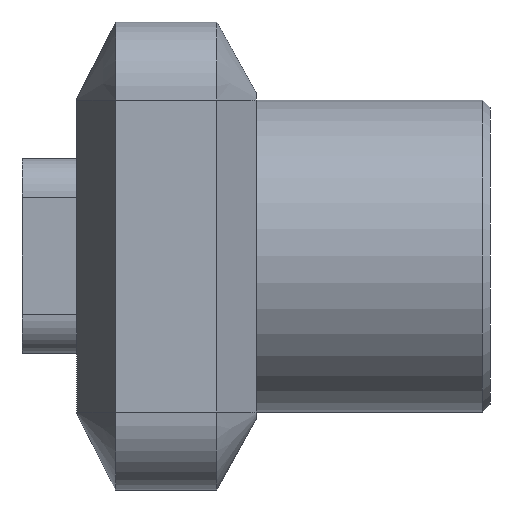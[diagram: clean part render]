
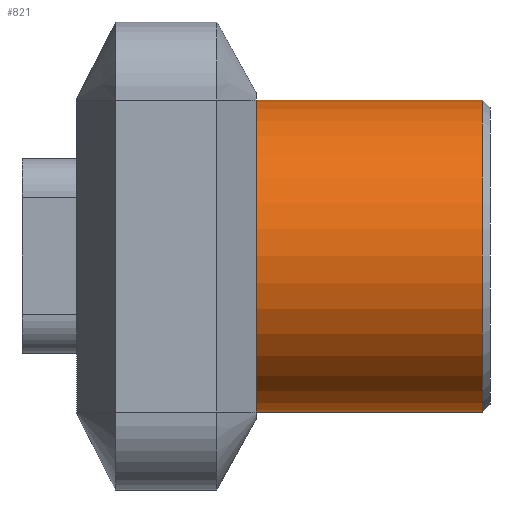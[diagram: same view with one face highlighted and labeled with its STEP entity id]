
A CAD part, left-side view. The second image highlights one B-rep face of the part: STEP entity #821.
In plain terms, the highlighted cylindrical face has radius 2 mm (diameter 4 mm), a partial arc.
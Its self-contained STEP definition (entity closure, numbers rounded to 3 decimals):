
#2 = CYLINDRICAL_SURFACE ( 'NONE', #662, 2. ) ;
#10 = VERTEX_POINT ( 'NONE', #735 ) ;
#52 = CARTESIAN_POINT ( 'NONE',  ( 3.4, 0., -3. ) ) ;
#64 = AXIS2_PLACEMENT_3D ( 'NONE', #52, #665, #309 ) ;
#69 = LINE ( 'NONE', #771, #144 ) ;
#101 = EDGE_CURVE ( 'NONE', #678, #873, #228, .T. ) ;
#144 = VECTOR ( 'NONE', #933, 1000. ) ;
#176 = CARTESIAN_POINT ( 'NONE',  ( 3.4, 0., -5. ) ) ;
#210 = AXIS2_PLACEMENT_3D ( 'NONE', #882, #795, #891 ) ;
#228 = CIRCLE ( 'NONE', #64, 2. ) ;
#238 = LINE ( 'NONE', #680, #637 ) ;
#309 = DIRECTION ( 'NONE',  ( 0., 0., -1. ) ) ;
#332 = CARTESIAN_POINT ( 'NONE',  ( 3.4, 0., -1. ) ) ;
#351 = DIRECTION ( 'NONE',  ( 0., 1., 0. ) ) ;
#384 = ORIENTED_EDGE ( 'NONE', *, *, #400, .T. ) ;
#400 = EDGE_CURVE ( 'NONE', #10, #607, #740, .T. ) ;
#425 = ORIENTED_EDGE ( 'NONE', *, *, #1117, .F. ) ;
#505 = DIRECTION ( 'NONE',  ( 0., 1., 0. ) ) ;
#534 = ORIENTED_EDGE ( 'NONE', *, *, #101, .T. ) ;
#607 = VERTEX_POINT ( 'NONE', #658 ) ;
#637 = VECTOR ( 'NONE', #505, 1000. ) ;
#658 = CARTESIAN_POINT ( 'NONE',  ( 3.4, -2.9, -1. ) ) ;
#662 = AXIS2_PLACEMENT_3D ( 'NONE', #685, #351, #703 ) ;
#665 = DIRECTION ( 'NONE',  ( 0., -1., 0. ) ) ;
#678 = VERTEX_POINT ( 'NONE', #332 ) ;
#680 = CARTESIAN_POINT ( 'NONE',  ( 3.4, -3., -1. ) ) ;
#685 = CARTESIAN_POINT ( 'NONE',  ( 3.4, -3., -3. ) ) ;
#686 = EDGE_CURVE ( 'NONE', #607, #678, #238, .T. ) ;
#703 = DIRECTION ( 'NONE',  ( 0., 0., 1. ) ) ;
#735 = CARTESIAN_POINT ( 'NONE',  ( 3.4, -2.9, -5. ) ) ;
#740 = CIRCLE ( 'NONE', #210, 2. ) ;
#769 = EDGE_LOOP ( 'NONE', ( #425, #384, #778, #534 ) ) ;
#771 = CARTESIAN_POINT ( 'NONE',  ( 3.4, -3., -5. ) ) ;
#778 = ORIENTED_EDGE ( 'NONE', *, *, #686, .T. ) ;
#791 = FACE_OUTER_BOUND ( 'NONE', #769, .T. ) ;
#795 = DIRECTION ( 'NONE',  ( 0., 1., 0. ) ) ;
#821 = ADVANCED_FACE ( 'NONE', ( #791 ), #2, .T. ) ;
#873 = VERTEX_POINT ( 'NONE', #176 ) ;
#882 = CARTESIAN_POINT ( 'NONE',  ( 3.4, -2.9, -3. ) ) ;
#891 = DIRECTION ( 'NONE',  ( 0., 0., -1. ) ) ;
#933 = DIRECTION ( 'NONE',  ( 0., 1., 0. ) ) ;
#1117 = EDGE_CURVE ( 'NONE', #10, #873, #69, .T. ) ;
